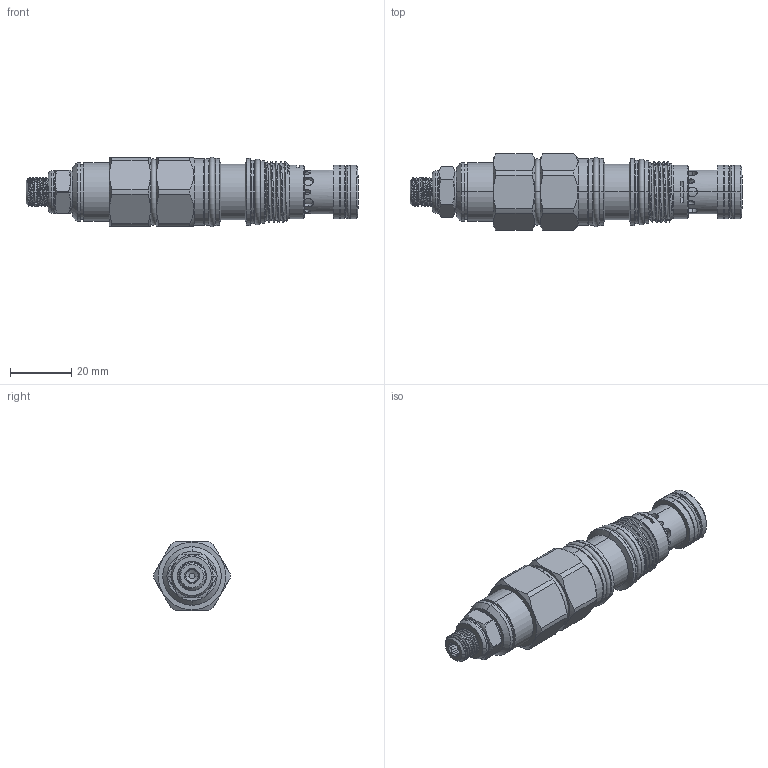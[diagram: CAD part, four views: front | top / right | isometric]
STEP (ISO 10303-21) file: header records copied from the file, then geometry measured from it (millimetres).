
FILE_DESCRIPTION (( 'STEP AP214' ), '1' );
FILE_NAME ('CA11A3B(3E).STEP', '2016-04-12T08:01:24', ( '' ), ( '' ), 'SwSTEP 2.0', 'SolidWorks 2012', '' );
FILE_SCHEMA (( 'AUTOMOTIVE_DESIGN' ));
Length unit declared in the file: millimetre
Products named in the file (1): CA11A3B(3E)
Bounding box: 108.06 x 24.79 x 22.55 mm (x, y, z)
Volume: 30296.2 mm3; surface area: 10650.5 mm2
Topology: 4 solids, 6 shells, 358 faces, 838 edges, 525 vertices
Faces by surface type: cylinder 160, plane 76, torus 63, cone 51, bspline 7, sphere 1
Entity records: 16024 total; most frequent: CARTESIAN_POINT 7955, DIRECTION 1697, ORIENTED_EDGE 1672, EDGE_CURVE 836, AXIS2_PLACEMENT_3D 729, VERTEX_POINT 524, EDGE_LOOP 398, CIRCLE 377
